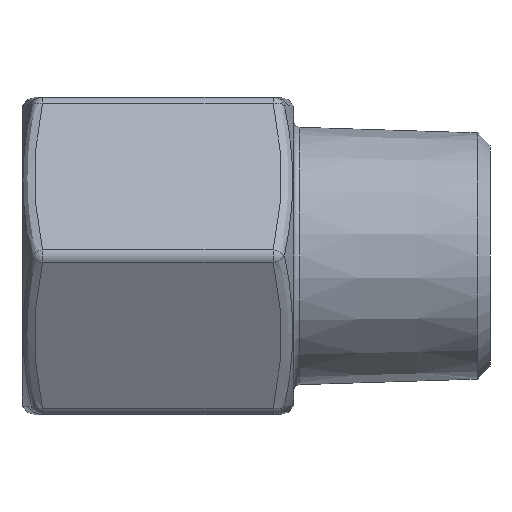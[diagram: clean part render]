
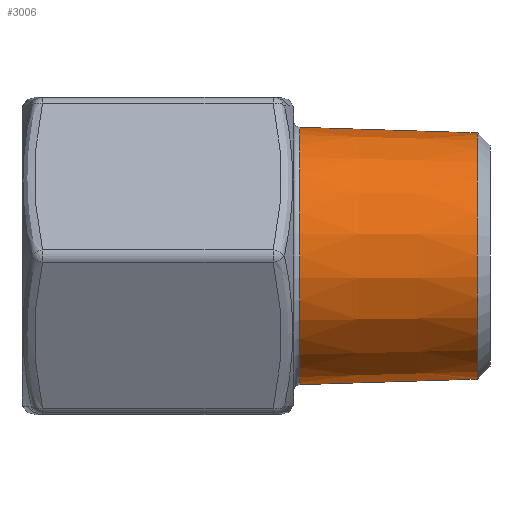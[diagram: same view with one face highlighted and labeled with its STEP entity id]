
A CAD part, front view. The second image highlights one B-rep face of the part: STEP entity #3006.
In plain terms, the highlighted conical face has half-angle 1.79 degrees and reference radius 8.157 mm.
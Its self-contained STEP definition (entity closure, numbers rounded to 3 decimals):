
#704 = VERTEX_POINT ( 'NONE', #13018 ) ;
#1194 = ORIENTED_EDGE ( 'NONE', *, *, #2477, .F. ) ;
#1529 = EDGE_CURVE ( 'NONE', #704, #4906, #18577, .T. ) ;
#1650 = DIRECTION ( 'NONE',  ( -1., 0., 0. ) ) ;
#1942 = AXIS2_PLACEMENT_3D ( 'NONE', #3946, #17403, #15762 ) ;
#2477 = EDGE_CURVE ( 'NONE', #704, #5529, #16392, .T. ) ;
#2860 = AXIS2_PLACEMENT_3D ( 'NONE', #7773, #9772, #19622 ) ;
#3006 = ADVANCED_FACE ( 'NONE', ( #13166 ), #6287, .T. ) ;
#3261 = ORIENTED_EDGE ( 'NONE', *, *, #6217, .T. ) ;
#3270 = CARTESIAN_POINT ( 'NONE',  ( 30.14, 0., 0. ) ) ;
#3946 = CARTESIAN_POINT ( 'NONE',  ( 18.388, 0., 0. ) ) ;
#4902 = LINE ( 'NONE', #16402, #6462 ) ;
#4906 = VERTEX_POINT ( 'NONE', #12763 ) ;
#5529 = VERTEX_POINT ( 'NONE', #7254 ) ;
#5756 = CARTESIAN_POINT ( 'NONE',  ( 30.14, 0., -8.157 ) ) ;
#6217 = EDGE_CURVE ( 'NONE', #4906, #7721, #4902, .T. ) ;
#6287 = CONICAL_SURFACE ( 'NONE', #13574, 8.157, 0.031 ) ;
#6462 = VECTOR ( 'NONE', #9374, 1000. ) ;
#7254 = CARTESIAN_POINT ( 'NONE',  ( 18.388, 0., -8.524 ) ) ;
#7721 = VERTEX_POINT ( 'NONE', #20251 ) ;
#7773 = CARTESIAN_POINT ( 'NONE',  ( 30.14, 0., 0. ) ) ;
#9129 = EDGE_LOOP ( 'NONE', ( #1194, #17141, #3261, #19197 ) ) ;
#9374 = DIRECTION ( 'NONE',  ( -1., 0., 0.031 ) ) ;
#9772 = DIRECTION ( 'NONE',  ( -1., 0., 0. ) ) ;
#12763 = CARTESIAN_POINT ( 'NONE',  ( 30.14, 0., 8.157 ) ) ;
#12812 = EDGE_CURVE ( 'NONE', #7721, #5529, #21656, .T. ) ;
#13018 = CARTESIAN_POINT ( 'NONE',  ( 30.14, 0., -8.157 ) ) ;
#13166 = FACE_OUTER_BOUND ( 'NONE', #9129, .T. ) ;
#13350 = DIRECTION ( 'NONE',  ( 0., 0., 1. ) ) ;
#13574 = AXIS2_PLACEMENT_3D ( 'NONE', #3270, #1650, #13350 ) ;
#15762 = DIRECTION ( 'NONE',  ( 0., 0., 1. ) ) ;
#16392 = LINE ( 'NONE', #5756, #19837 ) ;
#16402 = CARTESIAN_POINT ( 'NONE',  ( 30.14, 0., 8.157 ) ) ;
#17141 = ORIENTED_EDGE ( 'NONE', *, *, #1529, .T. ) ;
#17403 = DIRECTION ( 'NONE',  ( 1., 0., 0. ) ) ;
#18577 = CIRCLE ( 'NONE', #2860, 8.157 ) ;
#19197 = ORIENTED_EDGE ( 'NONE', *, *, #12812, .T. ) ;
#19463 = DIRECTION ( 'NONE',  ( -1., 0., -0.031 ) ) ;
#19622 = DIRECTION ( 'NONE',  ( 0., 0., 1. ) ) ;
#19837 = VECTOR ( 'NONE', #19463, 1000. ) ;
#20251 = CARTESIAN_POINT ( 'NONE',  ( 18.388, 0., 8.524 ) ) ;
#21656 = CIRCLE ( 'NONE', #1942, 8.524 ) ;
